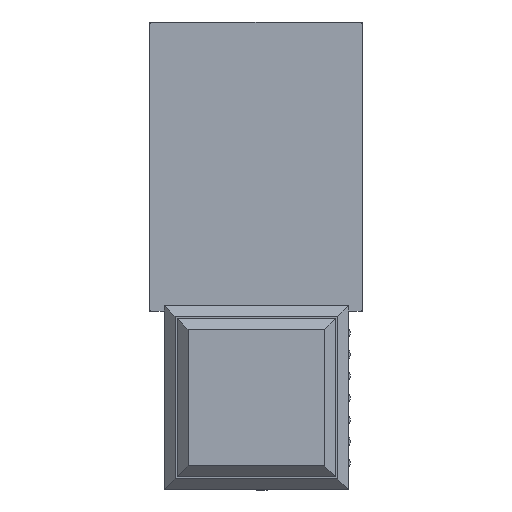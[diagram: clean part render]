
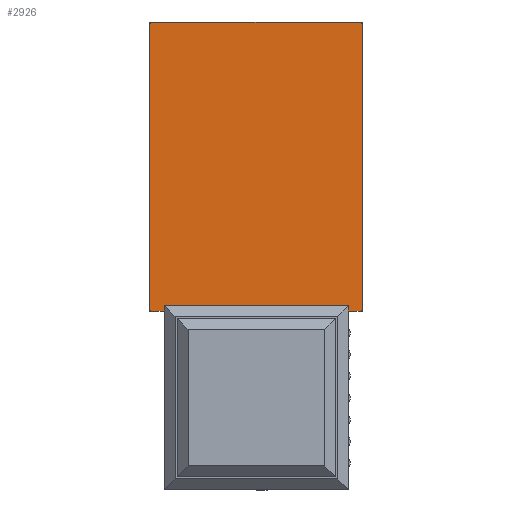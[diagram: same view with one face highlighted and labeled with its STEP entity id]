
A CAD part, top view. The second image highlights one B-rep face of the part: STEP entity #2926.
In plain terms, the highlighted planar face has unit normal (0, 0, 1).
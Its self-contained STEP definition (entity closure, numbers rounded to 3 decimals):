
#102=PLANE('',#3132);
#264=FACE_OUTER_BOUND('',#437,.T.);
#437=EDGE_LOOP('',(#2266,#2267,#2268,#2269,#2270,#2271,#2272,#2273));
#643=LINE('',#4243,#1026);
#647=LINE('',#4250,#1030);
#648=LINE('',#4253,#1031);
#651=LINE('',#4259,#1034);
#654=LINE('',#4264,#1037);
#656=LINE('',#4268,#1039);
#657=LINE('',#4270,#1040);
#658=LINE('',#4271,#1041);
#1026=VECTOR('',#3488,10.);
#1030=VECTOR('',#3492,10.);
#1031=VECTOR('',#3495,10.);
#1034=VECTOR('',#3500,10.);
#1037=VECTOR('',#3505,10.);
#1039=VECTOR('',#3509,10.);
#1040=VECTOR('',#3510,10.);
#1041=VECTOR('',#3511,10.);
#1427=VERTEX_POINT('',#4236);
#1429=VERTEX_POINT('',#4240);
#1430=VERTEX_POINT('',#4242);
#1433=VERTEX_POINT('',#4248);
#1434=VERTEX_POINT('',#4252);
#1436=VERTEX_POINT('',#4258);
#1438=VERTEX_POINT('',#4267);
#1439=VERTEX_POINT('',#4269);
#1734=EDGE_CURVE('',#1429,#1430,#643,.T.);
#1738=EDGE_CURVE('',#1433,#1427,#647,.T.);
#1739=EDGE_CURVE('',#1434,#1433,#648,.T.);
#1742=EDGE_CURVE('',#1430,#1436,#651,.T.);
#1745=EDGE_CURVE('',#1436,#1434,#654,.T.);
#1747=EDGE_CURVE('',#1427,#1438,#656,.T.);
#1748=EDGE_CURVE('',#1439,#1429,#657,.T.);
#1749=EDGE_CURVE('',#1438,#1439,#658,.T.);
#2266=ORIENTED_EDGE('',*,*,#1747,.F.);
#2267=ORIENTED_EDGE('',*,*,#1738,.F.);
#2268=ORIENTED_EDGE('',*,*,#1739,.F.);
#2269=ORIENTED_EDGE('',*,*,#1745,.F.);
#2270=ORIENTED_EDGE('',*,*,#1742,.F.);
#2271=ORIENTED_EDGE('',*,*,#1734,.F.);
#2272=ORIENTED_EDGE('',*,*,#1748,.F.);
#2273=ORIENTED_EDGE('',*,*,#1749,.F.);
#2926=ADVANCED_FACE('',(#264),#102,.F.);
#3132=AXIS2_PLACEMENT_3D('',#4266,#3507,#3508);
#3488=DIRECTION('',(-1.,0.,0.));
#3492=DIRECTION('',(-1.,0.,0.));
#3495=DIRECTION('',(0.,-1.,0.));
#3500=DIRECTION('',(0.,1.,0.));
#3505=DIRECTION('',(1.,0.,0.));
#3507=DIRECTION('center_axis',(0.,0.,-1.));
#3508=DIRECTION('ref_axis',(-1.,0.,0.));
#3509=DIRECTION('',(0.,1.,0.));
#3510=DIRECTION('',(0.,-1.,0.));
#3511=DIRECTION('',(-1.,0.,0.));
#4236=CARTESIAN_POINT('',(100.,64.905,115.));
#4240=CARTESIAN_POINT('',(-70.,64.905,115.));
#4242=CARTESIAN_POINT('',(-83.354,64.905,115.));
#4243=CARTESIAN_POINT('',(-74.694,64.905,115.));
#4248=CARTESIAN_POINT('',(112.79,64.905,115.));
#4250=CARTESIAN_POINT('',(-74.694,64.905,115.));
#4252=CARTESIAN_POINT('',(112.79,331.563,115.));
#4253=CARTESIAN_POINT('',(112.79,73.566,115.));
#4258=CARTESIAN_POINT('',(-83.354,331.563,115.));
#4259=CARTESIAN_POINT('',(-83.354,322.903,115.));
#4264=CARTESIAN_POINT('',(104.13,331.563,115.));
#4266=CARTESIAN_POINT('Origin',(14.718,198.234,115.));
#4267=CARTESIAN_POINT('',(100.,70.,115.));
#4268=CARTESIAN_POINT('',(100.,-57.5,115.));
#4269=CARTESIAN_POINT('',(-70.,70.,115.));
#4270=CARTESIAN_POINT('',(-70.,27.5,115.));
#4271=CARTESIAN_POINT('',(57.5,70.,115.));
